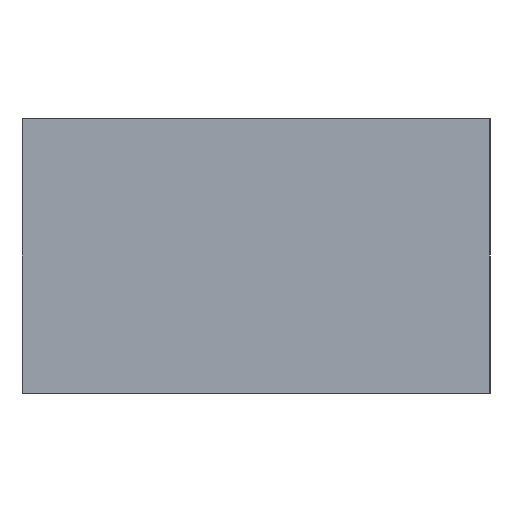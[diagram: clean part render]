
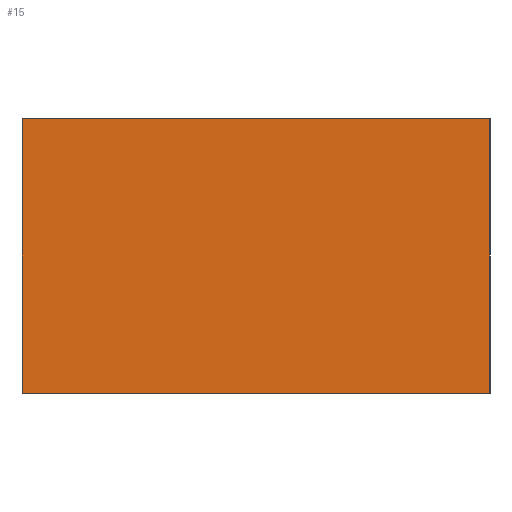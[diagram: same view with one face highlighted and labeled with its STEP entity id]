
A CAD part, front view. The second image highlights one B-rep face of the part: STEP entity #15.
In plain terms, the highlighted free-form (B-spline) face has degree [1, 1] with [2, 2] control points.
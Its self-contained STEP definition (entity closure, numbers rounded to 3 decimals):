
#15=ADVANCED_FACE($,(#21),#77,.T.);
#21=FACE_OUTER_BOUND($,#27,.T.);
#27=EDGE_LOOP($,(#36,#37,#38,#39));
#36=ORIENTED_EDGE($,*,*,#65,.T.);
#37=ORIENTED_EDGE($,*,*,#62,.T.);
#38=ORIENTED_EDGE($,*,*,#57,.F.);
#39=ORIENTED_EDGE($,*,*,#59,.F.);
#57=EDGE_CURVE($,#68,#69,#83,.T.);
#59=EDGE_CURVE($,#70,#68,#85,.T.);
#62=EDGE_CURVE($,#73,#69,#88,.T.);
#65=EDGE_CURVE($,#70,#73,#91,.T.);
#68=VERTEX_POINT($,#236);
#69=VERTEX_POINT($,#237);
#70=VERTEX_POINT($,#238);
#73=VERTEX_POINT($,#241);
#77=B_SPLINE_SURFACE_WITH_KNOTS($,1,1,((#216,#217),(#218,#219)),.UNSPECIFIED.,
.F.,.F.,.F.,(2,2),(2,2),(-2734.334,-2342.733),(0.,195.846),
.UNSPECIFIED.);
#83=B_SPLINE_CURVE_WITH_KNOTS($,1,(#190,#191),.UNSPECIFIED.,.F.,.F.,(2,2),
(0.,195.846),.UNSPECIFIED.);
#85=B_SPLINE_CURVE_WITH_KNOTS($,1,(#194,#195),.UNSPECIFIED.,.F.,.F.,(2,2),
(2342.733,2734.334),.UNSPECIFIED.);
#88=B_SPLINE_CURVE_WITH_KNOTS($,1,(#200,#201),.UNSPECIFIED.,.F.,.F.,(2,2),
(2342.733,2734.334),.UNSPECIFIED.);
#91=B_SPLINE_CURVE_WITH_KNOTS($,1,(#206,#207),.UNSPECIFIED.,.F.,.F.,(2,2),
(0.,195.846),.UNSPECIFIED.);
#190=CARTESIAN_POINT($,(75136.494,18928.588,-34.154));
#191=CARTESIAN_POINT($,(75136.494,18928.588,195.846));
#194=CARTESIAN_POINT($,(75528.095,18928.588,-34.154));
#195=CARTESIAN_POINT($,(75136.494,18928.588,-34.154));
#200=CARTESIAN_POINT($,(75528.095,18928.588,195.846));
#201=CARTESIAN_POINT($,(75136.494,18928.588,195.846));
#206=CARTESIAN_POINT($,(75528.095,18928.588,-34.154));
#207=CARTESIAN_POINT($,(75528.095,18928.588,195.846));
#216=CARTESIAN_POINT($,(75136.494,18928.588,-34.154));
#217=CARTESIAN_POINT($,(75136.494,18928.588,195.846));
#218=CARTESIAN_POINT($,(75528.095,18928.588,-34.154));
#219=CARTESIAN_POINT($,(75528.095,18928.588,195.846));
#236=CARTESIAN_POINT($,(75136.494,18928.588,-34.154));
#237=CARTESIAN_POINT($,(75136.494,18928.588,195.846));
#238=CARTESIAN_POINT($,(75528.095,18928.588,-34.154));
#241=CARTESIAN_POINT($,(75528.095,18928.588,195.846));
